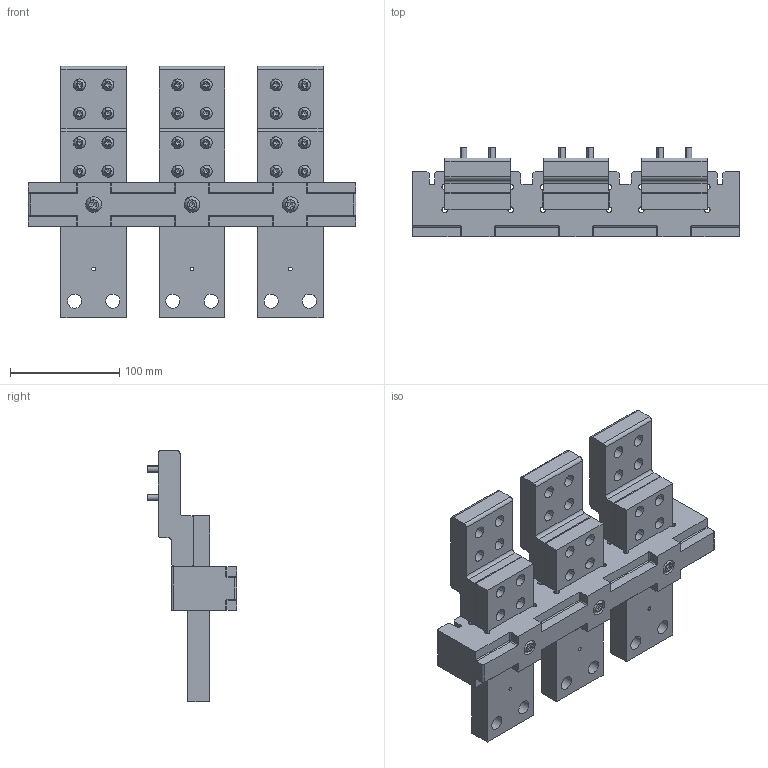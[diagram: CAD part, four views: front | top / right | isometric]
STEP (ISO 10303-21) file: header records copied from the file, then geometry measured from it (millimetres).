
FILE_DESCRIPTION(('CATIA V5 STEP Exchange'),'2;1');
FILE_NAME('1SDH001252R0315_E2.2_III_F_TERMINALS_F_LOWER.stp','2014-11-06T12:57:41+00:00',('none'),('none'),'CATIA Version 5 Release 20 SP 6 (IN-10)','CATIA V5 STEP AP214','none');
FILE_SCHEMA(('AUTOMOTIVE_DESIGN { 1 0 10303 214 1 1 1 1 }'));
Length unit declared in the file: millimetre
Products named in the file (1): 1SDH001252R0315_E2.2_III_F_TERMINALS_F_LOWER
Bounding box: 300 x 82.1 x 230 mm (x, y, z)
Volume: 1462230.4 mm3; surface area: 276828 mm2
Topology: 61 solids, 61 shells, 1231 faces, 3087 edges, 1993 vertices
Faces by surface type: plane 622, cylinder 489, sphere 66, cone 54
Entity records: 35907 total; most frequent: CARTESIAN_POINT 8077, ORIENTED_EDGE 6042, DIRECTION 4501, EDGE_CURVE 3021, AXIS2_PLACEMENT_3D 2016, VERTEX_POINT 1993, VECTOR 1557, LINE 1557
